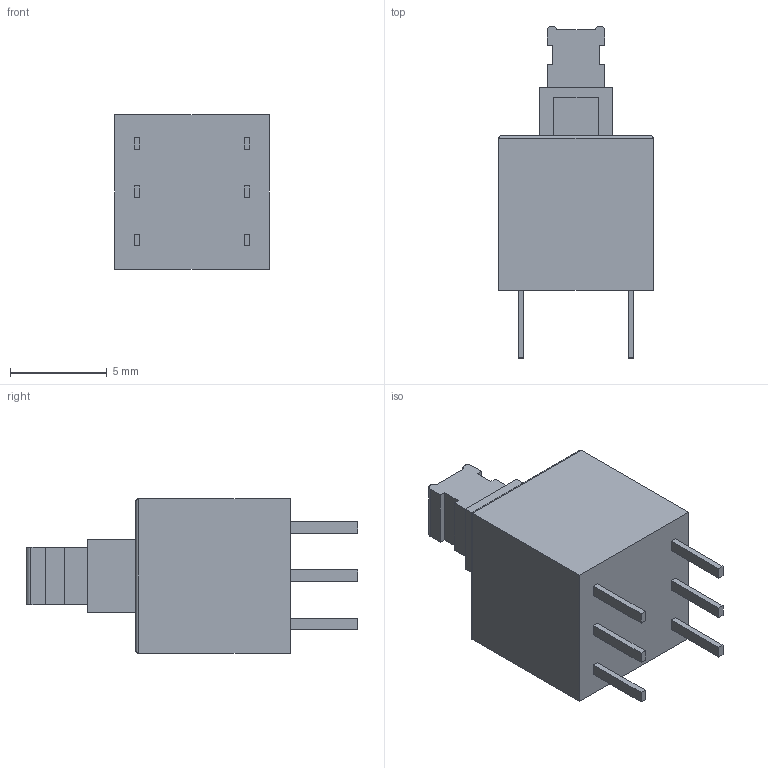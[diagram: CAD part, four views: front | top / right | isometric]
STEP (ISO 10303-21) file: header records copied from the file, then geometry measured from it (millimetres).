
FILE_DESCRIPTION(/* description */ (''),/* implementation_level */ '2;1');
FILE_NAME(/* name */ 'GPBS800_L & N.stp',/* time_stamp */ '2023-07-13T14:09:38-04:00',/* author */ ('dwiltbank'),/* organization */ (''),/* preprocessor_version */ 'ST-DEVELOPER v18.1',/* originating_system */ 'Autodesk Inventor 2022',/* authorisation */ '');
FILE_SCHEMA (('AUTOMOTIVE_DESIGN { 1 0 10303 214 3 1 1 }'));
Length unit declared in the file: inch
Products named in the file (1): GPBS800_L & N
Bounding box: 8 x 17.19 x 8 mm (x, y, z)
Volume: 572.8 mm3; surface area: 506.3 mm2
Topology: 1 solids, 1 shells, 64 faces, 158 edges, 104 vertices
Faces by surface type: plane 58, cylinder 6
Entity records: 2015 total; most frequent: CARTESIAN_POINT 327, ORIENTED_EDGE 316, DIRECTION 296, EDGE_CURVE 158, LINE 150, VECTOR 150, VERTEX_POINT 104, AXIS2_PLACEMENT_3D 73
